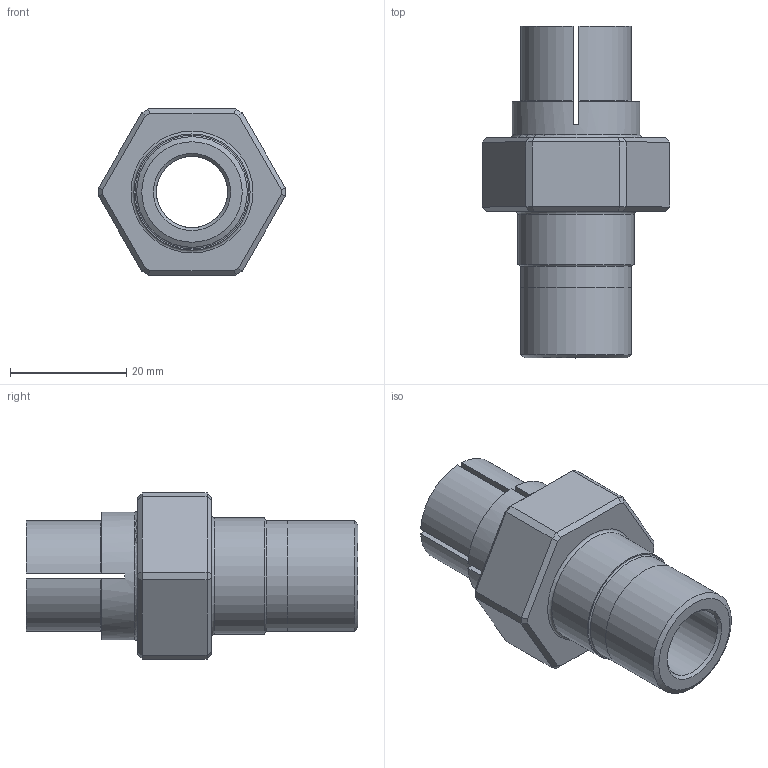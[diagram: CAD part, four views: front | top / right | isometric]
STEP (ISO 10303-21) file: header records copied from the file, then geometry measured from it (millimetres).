
FILE_DESCRIPTION (( 'STEP AP214' ), '1' );
FILE_NAME ('D071103_Flexure_Mount.STEP', '2022-02-04T17:26:47', ( '' ), ( '' ), 'SwSTEP 2.0', 'SolidWorks 2021', '' );
FILE_SCHEMA (( 'AUTOMOTIVE_DESIGN' ));
Length unit declared in the file: inch
Products named in the file (1): D071103_Flexure_Mount
Bounding box: 32.23 x 57.09 x 28.57 mm (x, y, z)
Volume: 14495 mm3; surface area: 7513.4 mm2
Topology: 1 solids, 1 shells, 94 faces, 241 edges, 151 vertices
Faces by surface type: plane 64, cylinder 13, torus 11, cone 6
Full cylindrical faces by diameter (mm): 12.25 x1, 19.05 x2, 19.975 x1, 22 x1
Entity records: 2845 total; most frequent: CARTESIAN_POINT 575, ORIENTED_EDGE 456, DIRECTION 450, EDGE_CURVE 228, AXIS2_PLACEMENT_3D 151, VERTEX_POINT 148, LINE 148, VECTOR 148
